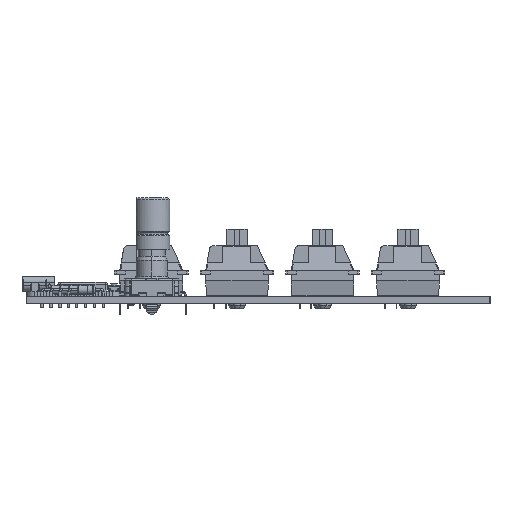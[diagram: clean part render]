
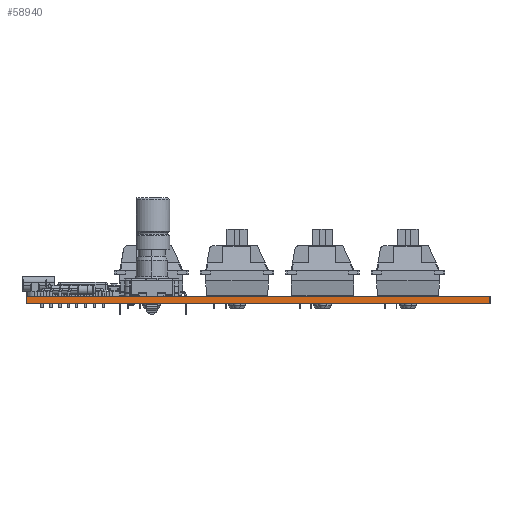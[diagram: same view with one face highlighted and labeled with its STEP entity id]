
A CAD part, left-side view. The second image highlights one B-rep face of the part: STEP entity #58940.
In plain terms, the highlighted planar face has unit normal (-1, 0, 0).
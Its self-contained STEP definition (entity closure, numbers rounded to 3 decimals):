
#58884 = VERTEX_POINT('',#58885);
#58885 = CARTESIAN_POINT('',(23.,-121.5,1.6));
#58891 = EDGE_CURVE('',#58892,#58884,#58894,.T.);
#58892 = VERTEX_POINT('',#58893);
#58893 = CARTESIAN_POINT('',(23.,-121.5,0.));
#58894 = LINE('',#58895,#58896);
#58895 = CARTESIAN_POINT('',(23.,-121.5,0.));
#58896 = VECTOR('',#58897,1.);
#58897 = DIRECTION('',(0.,0.,1.));
#58940 = ADVANCED_FACE('',(#58941),#58966,.T.);
#58941 = FACE_BOUND('',#58942,.T.);
#58942 = EDGE_LOOP('',(#58943,#58944,#58952,#58960));
#58943 = ORIENTED_EDGE('',*,*,#58891,.T.);
#58944 = ORIENTED_EDGE('',*,*,#58945,.T.);
#58945 = EDGE_CURVE('',#58884,#58946,#58948,.T.);
#58946 = VERTEX_POINT('',#58947);
#58947 = CARTESIAN_POINT('',(23.,-18.5,1.6));
#58948 = LINE('',#58949,#58950);
#58949 = CARTESIAN_POINT('',(23.,-121.5,1.6));
#58950 = VECTOR('',#58951,1.);
#58951 = DIRECTION('',(0.,1.,0.));
#58952 = ORIENTED_EDGE('',*,*,#58953,.F.);
#58953 = EDGE_CURVE('',#58954,#58946,#58956,.T.);
#58954 = VERTEX_POINT('',#58955);
#58955 = CARTESIAN_POINT('',(23.,-18.5,0.));
#58956 = LINE('',#58957,#58958);
#58957 = CARTESIAN_POINT('',(23.,-18.5,0.));
#58958 = VECTOR('',#58959,1.);
#58959 = DIRECTION('',(0.,0.,1.));
#58960 = ORIENTED_EDGE('',*,*,#58961,.F.);
#58961 = EDGE_CURVE('',#58892,#58954,#58962,.T.);
#58962 = LINE('',#58963,#58964);
#58963 = CARTESIAN_POINT('',(23.,-121.5,0.));
#58964 = VECTOR('',#58965,1.);
#58965 = DIRECTION('',(0.,1.,0.));
#58966 = PLANE('',#58967);
#58967 = AXIS2_PLACEMENT_3D('',#58968,#58969,#58970);
#58968 = CARTESIAN_POINT('',(23.,-121.5,0.));
#58969 = DIRECTION('',(-1.,0.,0.));
#58970 = DIRECTION('',(0.,1.,0.));
